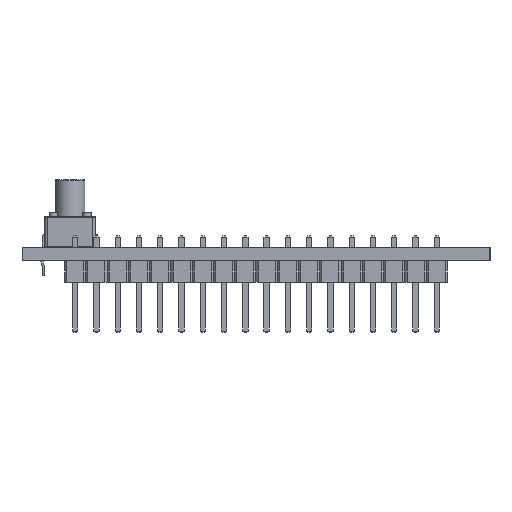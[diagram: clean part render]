
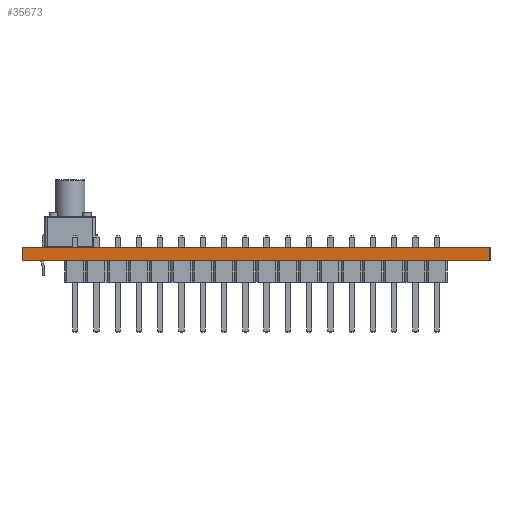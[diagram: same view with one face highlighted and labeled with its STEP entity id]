
A CAD part, left-side view. The second image highlights one B-rep face of the part: STEP entity #35673.
In plain terms, the highlighted planar face has unit normal (-1, 0, 0).
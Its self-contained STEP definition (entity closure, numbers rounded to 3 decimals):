
#35673 = ADVANCED_FACE('',(#35674),#35688,.F.);
#35674 = FACE_BOUND('',#35675,.F.);
#35675 = EDGE_LOOP('',(#35676,#35711,#35739,#35767));
#35676 = ORIENTED_EDGE('',*,*,#35677,.T.);
#35677 = EDGE_CURVE('',#35678,#35680,#35682,.T.);
#35678 = VERTEX_POINT('',#35679);
#35679 = CARTESIAN_POINT('',(182.88,-50.8,0.));
#35680 = VERTEX_POINT('',#35681);
#35681 = CARTESIAN_POINT('',(182.88,-50.8,1.6));
#35682 = SURFACE_CURVE('',#35683,(#35687,#35699),.PCURVE_S1.);
#35683 = LINE('',#35684,#35685);
#35684 = CARTESIAN_POINT('',(182.88,-50.8,0.));
#35685 = VECTOR('',#35686,1.);
#35686 = DIRECTION('',(0.,0.,1.));
#35687 = PCURVE('',#35688,#35693);
#35688 = PLANE('',#35689);
#35689 = AXIS2_PLACEMENT_3D('',#35690,#35691,#35692);
#35690 = CARTESIAN_POINT('',(182.88,-50.8,0.));
#35691 = DIRECTION('',(1.,0.,0.));
#35692 = DIRECTION('',(0.,-1.,0.));
#35693 = DEFINITIONAL_REPRESENTATION('',(#35694),#35698);
#35694 = LINE('',#35695,#35696);
#35695 = CARTESIAN_POINT('',(0.,0.));
#35696 = VECTOR('',#35697,1.);
#35697 = DIRECTION('',(0.,-1.));
#35698 = ( GEOMETRIC_REPRESENTATION_CONTEXT(2) 
PARAMETRIC_REPRESENTATION_CONTEXT() REPRESENTATION_CONTEXT('2D SPACE',''
  ) );
#35699 = PCURVE('',#35700,#35705);
#35700 = PLANE('',#35701);
#35701 = AXIS2_PLACEMENT_3D('',#35702,#35703,#35704);
#35702 = CARTESIAN_POINT('',(248.92,-50.8,0.));
#35703 = DIRECTION('',(0.,-1.,0.));
#35704 = DIRECTION('',(-1.,0.,0.));
#35705 = DEFINITIONAL_REPRESENTATION('',(#35706),#35710);
#35706 = LINE('',#35707,#35708);
#35707 = CARTESIAN_POINT('',(66.04,0.));
#35708 = VECTOR('',#35709,1.);
#35709 = DIRECTION('',(0.,-1.));
#35710 = ( GEOMETRIC_REPRESENTATION_CONTEXT(2) 
PARAMETRIC_REPRESENTATION_CONTEXT() REPRESENTATION_CONTEXT('2D SPACE',''
  ) );
#35711 = ORIENTED_EDGE('',*,*,#35712,.T.);
#35712 = EDGE_CURVE('',#35680,#35713,#35715,.T.);
#35713 = VERTEX_POINT('',#35714);
#35714 = CARTESIAN_POINT('',(182.88,-106.68,1.6));
#35715 = SURFACE_CURVE('',#35716,(#35720,#35727),.PCURVE_S1.);
#35716 = LINE('',#35717,#35718);
#35717 = CARTESIAN_POINT('',(182.88,-50.8,1.6));
#35718 = VECTOR('',#35719,1.);
#35719 = DIRECTION('',(0.,-1.,0.));
#35720 = PCURVE('',#35688,#35721);
#35721 = DEFINITIONAL_REPRESENTATION('',(#35722),#35726);
#35722 = LINE('',#35723,#35724);
#35723 = CARTESIAN_POINT('',(0.,-1.6));
#35724 = VECTOR('',#35725,1.);
#35725 = DIRECTION('',(1.,0.));
#35726 = ( GEOMETRIC_REPRESENTATION_CONTEXT(2) 
PARAMETRIC_REPRESENTATION_CONTEXT() REPRESENTATION_CONTEXT('2D SPACE',''
  ) );
#35727 = PCURVE('',#35728,#35733);
#35728 = PLANE('',#35729);
#35729 = AXIS2_PLACEMENT_3D('',#35730,#35731,#35732);
#35730 = CARTESIAN_POINT('',(215.9,-78.74,1.6));
#35731 = DIRECTION('',(0.,0.,1.));
#35732 = DIRECTION('',(1.,0.,0.));
#35733 = DEFINITIONAL_REPRESENTATION('',(#35734),#35738);
#35734 = LINE('',#35735,#35736);
#35735 = CARTESIAN_POINT('',(-33.02,27.94));
#35736 = VECTOR('',#35737,1.);
#35737 = DIRECTION('',(0.,-1.));
#35738 = ( GEOMETRIC_REPRESENTATION_CONTEXT(2) 
PARAMETRIC_REPRESENTATION_CONTEXT() REPRESENTATION_CONTEXT('2D SPACE',''
  ) );
#35739 = ORIENTED_EDGE('',*,*,#35740,.F.);
#35740 = EDGE_CURVE('',#35741,#35713,#35743,.T.);
#35741 = VERTEX_POINT('',#35742);
#35742 = CARTESIAN_POINT('',(182.88,-106.68,0.));
#35743 = SURFACE_CURVE('',#35744,(#35748,#35755),.PCURVE_S1.);
#35744 = LINE('',#35745,#35746);
#35745 = CARTESIAN_POINT('',(182.88,-106.68,0.));
#35746 = VECTOR('',#35747,1.);
#35747 = DIRECTION('',(0.,0.,1.));
#35748 = PCURVE('',#35688,#35749);
#35749 = DEFINITIONAL_REPRESENTATION('',(#35750),#35754);
#35750 = LINE('',#35751,#35752);
#35751 = CARTESIAN_POINT('',(55.88,0.));
#35752 = VECTOR('',#35753,1.);
#35753 = DIRECTION('',(0.,-1.));
#35754 = ( GEOMETRIC_REPRESENTATION_CONTEXT(2) 
PARAMETRIC_REPRESENTATION_CONTEXT() REPRESENTATION_CONTEXT('2D SPACE',''
  ) );
#35755 = PCURVE('',#35756,#35761);
#35756 = PLANE('',#35757);
#35757 = AXIS2_PLACEMENT_3D('',#35758,#35759,#35760);
#35758 = CARTESIAN_POINT('',(182.88,-106.68,0.));
#35759 = DIRECTION('',(0.,1.,0.));
#35760 = DIRECTION('',(1.,0.,0.));
#35761 = DEFINITIONAL_REPRESENTATION('',(#35762),#35766);
#35762 = LINE('',#35763,#35764);
#35763 = CARTESIAN_POINT('',(0.,0.));
#35764 = VECTOR('',#35765,1.);
#35765 = DIRECTION('',(0.,-1.));
#35766 = ( GEOMETRIC_REPRESENTATION_CONTEXT(2) 
PARAMETRIC_REPRESENTATION_CONTEXT() REPRESENTATION_CONTEXT('2D SPACE',''
  ) );
#35767 = ORIENTED_EDGE('',*,*,#35768,.F.);
#35768 = EDGE_CURVE('',#35678,#35741,#35769,.T.);
#35769 = SURFACE_CURVE('',#35770,(#35774,#35781),.PCURVE_S1.);
#35770 = LINE('',#35771,#35772);
#35771 = CARTESIAN_POINT('',(182.88,-50.8,0.));
#35772 = VECTOR('',#35773,1.);
#35773 = DIRECTION('',(0.,-1.,0.));
#35774 = PCURVE('',#35688,#35775);
#35775 = DEFINITIONAL_REPRESENTATION('',(#35776),#35780);
#35776 = LINE('',#35777,#35778);
#35777 = CARTESIAN_POINT('',(0.,0.));
#35778 = VECTOR('',#35779,1.);
#35779 = DIRECTION('',(1.,0.));
#35780 = ( GEOMETRIC_REPRESENTATION_CONTEXT(2) 
PARAMETRIC_REPRESENTATION_CONTEXT() REPRESENTATION_CONTEXT('2D SPACE',''
  ) );
#35781 = PCURVE('',#35782,#35787);
#35782 = PLANE('',#35783);
#35783 = AXIS2_PLACEMENT_3D('',#35784,#35785,#35786);
#35784 = CARTESIAN_POINT('',(215.9,-78.74,0.));
#35785 = DIRECTION('',(0.,0.,1.));
#35786 = DIRECTION('',(1.,0.,0.));
#35787 = DEFINITIONAL_REPRESENTATION('',(#35788),#35792);
#35788 = LINE('',#35789,#35790);
#35789 = CARTESIAN_POINT('',(-33.02,27.94));
#35790 = VECTOR('',#35791,1.);
#35791 = DIRECTION('',(0.,-1.));
#35792 = ( GEOMETRIC_REPRESENTATION_CONTEXT(2) 
PARAMETRIC_REPRESENTATION_CONTEXT() REPRESENTATION_CONTEXT('2D SPACE',''
  ) );
